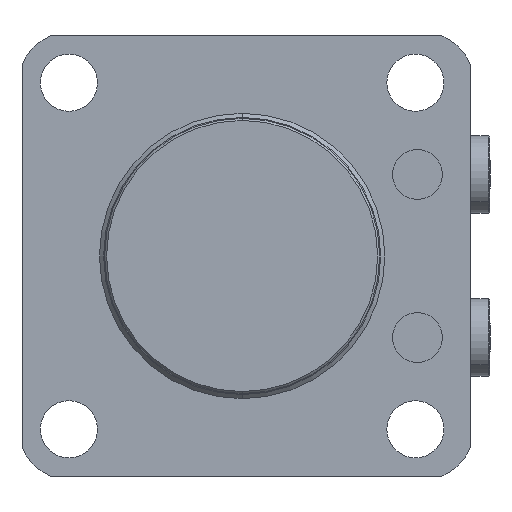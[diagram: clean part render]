
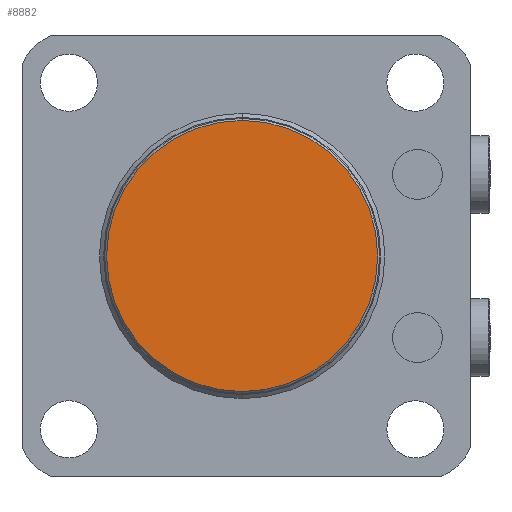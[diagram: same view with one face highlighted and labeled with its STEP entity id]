
A CAD part, front view. The second image highlights one B-rep face of the part: STEP entity #8882.
In plain terms, the highlighted planar face has unit normal (0, -1, 0).
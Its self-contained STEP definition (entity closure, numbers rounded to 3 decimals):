
#1288 = EDGE_CURVE ( 'NONE', #1289, #1290, #3715, .T. ) ;
#1289 = VERTEX_POINT ( 'NONE', #3774 ) ;
#1290 = VERTEX_POINT ( 'NONE', #3773 ) ;
#3715 = CIRCLE ( 'NONE', #3778, 33.25 ) ;
#3773 = CARTESIAN_POINT ( 'NONE',  ( 0., -110., 33.25 ) ) ;
#3774 = CARTESIAN_POINT ( 'NONE',  ( 0., -110., -33.25 ) ) ;
#3775 = DIRECTION ( 'NONE',  ( 0., 0., -1. ) ) ;
#3776 = DIRECTION ( 'NONE',  ( 0., -1., 0. ) ) ;
#3777 = CARTESIAN_POINT ( 'NONE',  ( 0., -110., 0. ) ) ;
#3778 = AXIS2_PLACEMENT_3D ( 'NONE', #3777, #3776, #3775 ) ;
#5918 = DIRECTION ( 'NONE',  ( 0., 0., -1. ) ) ;
#5919 = DIRECTION ( 'NONE',  ( 0., -1., 0. ) ) ;
#5920 = CARTESIAN_POINT ( 'NONE',  ( 0., -110., 0. ) ) ;
#5921 = AXIS2_PLACEMENT_3D ( 'NONE', #5920, #5919, #5918 ) ;
#5922 = CIRCLE ( 'NONE', #5921, 33.25 ) ;
#5923 = DIRECTION ( 'NONE',  ( 0., 0., -1. ) ) ;
#5924 = DIRECTION ( 'NONE',  ( 0., -1., 0. ) ) ;
#5925 = CARTESIAN_POINT ( 'NONE',  ( 54., -110., 54. ) ) ;
#5926 = AXIS2_PLACEMENT_3D ( 'NONE', #5925, #5924, #5923 ) ;
#5927 = PLANE ( 'NONE',  #5926 ) ;
#5928 = FACE_OUTER_BOUND ( 'NONE', #8883, .T. ) ;
#8882 = ADVANCED_FACE ( 'NONE', ( #5928 ), #5927, .T. ) ;
#8883 = EDGE_LOOP ( 'NONE', ( #8884, #8886 ) ) ;
#8884 = ORIENTED_EDGE ( 'NONE', *, *, #8885, .T. ) ;
#8885 = EDGE_CURVE ( 'NONE', #1290, #1289, #5922, .T. ) ;
#8886 = ORIENTED_EDGE ( 'NONE', *, *, #1288, .T. ) ;
